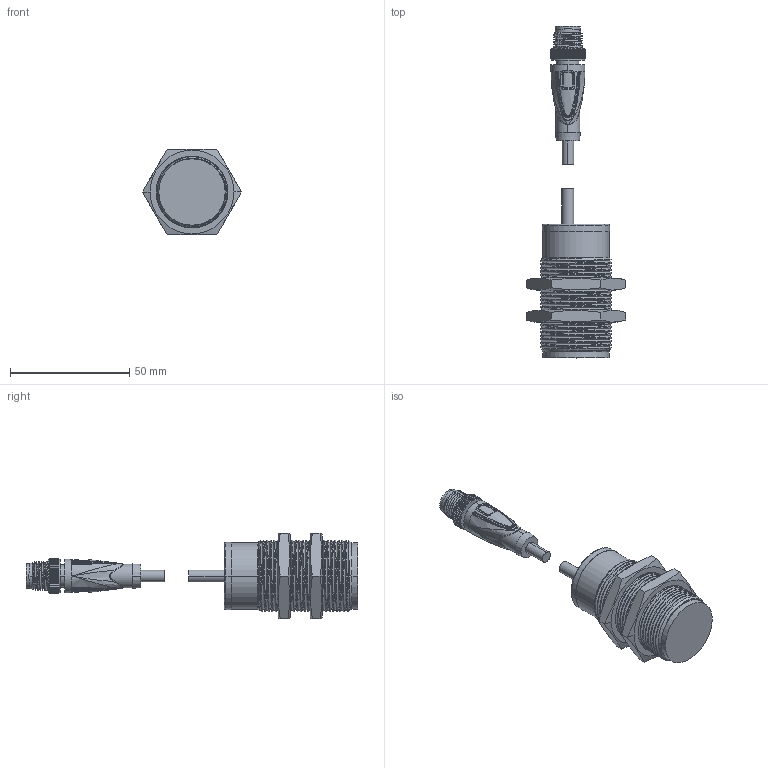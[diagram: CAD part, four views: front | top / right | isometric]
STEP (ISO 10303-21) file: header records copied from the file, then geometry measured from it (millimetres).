
FILE_DESCRIPTION((''),'2;1');
FILE_NAME('DM_CAD-B0D9A_ASM','2016-04-01T',('Creinig-se'),(''),'PRO/ENGINEER BY PARAMETRIC TECHNOLOGY CORPORATION, 2015440','PRO/ENGINEER BY PARAMETRIC TECHNOLOGY CORPORATION, 2015440','');
FILE_SCHEMA(('CONFIG_CONTROL_DESIGN'));
Length unit declared in the file: inch
Products named in the file (4): DM_CAD-B0D9A_14123; DM_CAD-B0D9A_35744; DM_CAD-B0D9A_905493_ASM; DM_CAD-B0D9A_ASM
Assembly tree (3 placements, depth 3):
  DM_CAD-B0D9A_ASM
    DM_CAD-B0D9A_905493_ASM
      DM_CAD-B0D9A_14123
      DM_CAD-B0D9A_35744
Bounding box: 41.57 x 139.2 x 36 mm (x, y, z)
Volume: 46526.8 mm3; surface area: 14843.8 mm2
Topology: 2 solids, 2 shells, 547 faces, 1386 edges, 847 vertices
Faces by surface type: plane 222, cylinder 159, bspline 113, cone 31, torus 14, sphere 8
Entity records: 35760 total; most frequent: CARTESIAN_POINT 18339, ORIENTED_EDGE 2748, DIRECTION 2280, PRESENTATION_STYLE_ASSIGNMENT 1458, STYLED_ITEM 1376, CURVE_STYLE 1374, EDGE_CURVE 1374, AXIS2_PLACEMENT_3D 888
